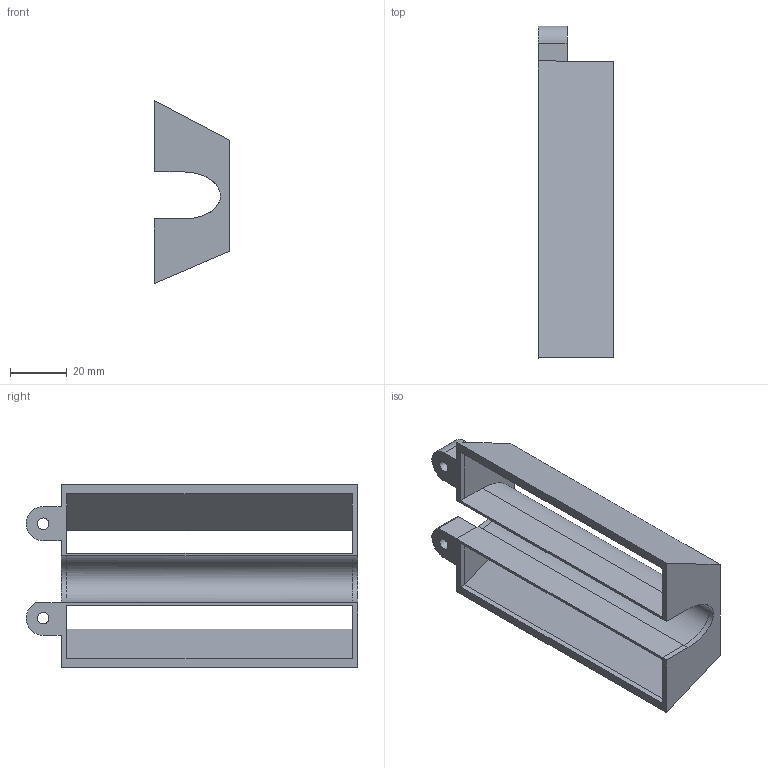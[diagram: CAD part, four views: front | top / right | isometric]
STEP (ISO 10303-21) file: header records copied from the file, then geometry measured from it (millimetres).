
FILE_DESCRIPTION(('FreeCAD Model'),'2;1');
FILE_NAME('Open CASCADE Shape Model','2025-09-04T17:44:13',(''),(''), 'Open CASCADE STEP processor 7.9','FreeCAD','Unknown');
FILE_SCHEMA(('AUTOMOTIVE_DESIGN { 1 0 10303 214 1 1 1 1 }'));
Length unit declared in the file: millimetre
Products named in the file (1): fan separator
Bounding box: 26.65 x 116.44 x 64.22 mm (x, y, z)
Volume: 24351 mm3; surface area: 30043.8 mm2
Topology: 1 solids, 1 shells, 37 faces, 111 edges, 75 vertices
Faces by surface type: plane 29, extrusion 4, cylinder 4
Full cylindrical faces by diameter (mm): 4 x2
Entity records: 1689 total; most frequent: CARTESIAN_POINT 639, ORIENTED_EDGE 222, DIRECTION 193, EDGE_CURVE 111, VECTOR 99, LINE 95, VERTEX_POINT 75, AXIS2_PLACEMENT_3D 47
